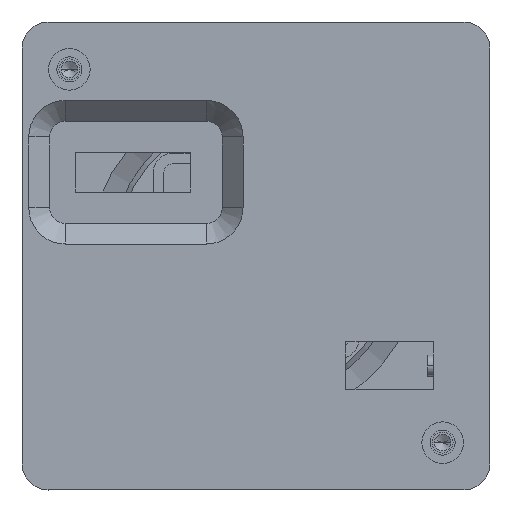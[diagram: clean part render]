
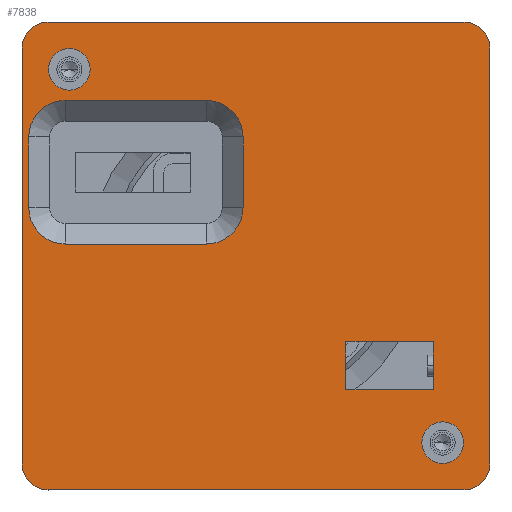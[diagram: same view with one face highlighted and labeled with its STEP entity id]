
A CAD part, left-side view. The second image highlights one B-rep face of the part: STEP entity #7838.
In plain terms, the highlighted planar face has unit normal (-1, 0, 0).
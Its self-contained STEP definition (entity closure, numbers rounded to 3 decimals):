
#1173=CARTESIAN_POINT('',(-4.,20.,-20.));
#1174=DIRECTION('',(-1.,0.,0.));
#1175=DIRECTION('',(0.,1.,0.));
#1176=AXIS2_PLACEMENT_3D('',#1173,#1174,#1175);
#1178=DIRECTION('',(0.,0.,-1.));
#1179=VECTOR('',#1178,40.);
#1180=CARTESIAN_POINT('',(-4.,22.5,20.));
#1181=LINE('',#1180,#1179);
#1182=CARTESIAN_POINT('',(-4.,20.,20.));
#1183=DIRECTION('',(-1.,0.,0.));
#1184=DIRECTION('',(0.,0.,1.));
#1185=AXIS2_PLACEMENT_3D('',#1182,#1183,#1184);
#1187=DIRECTION('',(0.,1.,0.));
#1188=VECTOR('',#1187,40.);
#1189=CARTESIAN_POINT('',(-4.,-20.,22.5));
#1190=LINE('',#1189,#1188);
#1191=CARTESIAN_POINT('',(-4.,-20.,20.));
#1192=DIRECTION('',(-1.,0.,0.));
#1193=DIRECTION('',(0.,-1.,0.));
#1194=AXIS2_PLACEMENT_3D('',#1191,#1192,#1193);
#1196=DIRECTION('',(0.,0.,1.));
#1197=VECTOR('',#1196,40.);
#1198=CARTESIAN_POINT('',(-4.,-22.5,-20.));
#1199=LINE('',#1198,#1197);
#1200=CARTESIAN_POINT('',(-4.,-20.,-20.));
#1201=DIRECTION('',(-1.,0.,0.));
#1202=DIRECTION('',(0.,0.,-1.));
#1203=AXIS2_PLACEMENT_3D('',#1200,#1201,#1202);
#1205=DIRECTION('',(0.,-1.,0.));
#1206=VECTOR('',#1205,40.);
#1207=CARTESIAN_POINT('',(-4.,20.,-22.5));
#1208=LINE('',#1207,#1206);
#1209=DIRECTION('',(0.,0.,1.));
#1210=VECTOR('',#1209,4.6);
#1211=CARTESIAN_POINT('',(-4.,-8.65,-12.85));
#1212=LINE('',#1211,#1210);
#1213=DIRECTION('',(0.,1.,0.));
#1214=VECTOR('',#1213,8.4);
#1215=CARTESIAN_POINT('',(-4.,-17.05,-12.85));
#1216=LINE('',#1215,#1214);
#1217=DIRECTION('',(0.,0.,-1.));
#1218=VECTOR('',#1217,4.6);
#1219=CARTESIAN_POINT('',(-4.,-17.05,-8.25));
#1220=LINE('',#1219,#1218);
#1221=DIRECTION('',(0.,-1.,0.));
#1222=VECTOR('',#1221,8.4);
#1223=CARTESIAN_POINT('',(-4.,-8.65,-8.25));
#1224=LINE('',#1223,#1222);
#1225=CARTESIAN_POINT('',(-4.,-17.95,-17.95));
#1226=DIRECTION('',(1.,0.,0.));
#1227=DIRECTION('',(0.,1.,0.));
#1228=AXIS2_PLACEMENT_3D('',#1225,#1226,#1227);
#1230=CARTESIAN_POINT('',(-4.,-17.95,-17.95));
#1231=DIRECTION('',(1.,0.,0.));
#1232=DIRECTION('',(0.,-1.,0.));
#1233=AXIS2_PLACEMENT_3D('',#1230,#1231,#1232);
#1235=CARTESIAN_POINT('',(-4.,17.95,17.95));
#1236=DIRECTION('',(1.,0.,0.));
#1237=DIRECTION('',(0.,1.,0.));
#1238=AXIS2_PLACEMENT_3D('',#1235,#1236,#1237);
#1240=CARTESIAN_POINT('',(-4.,17.95,17.95));
#1241=DIRECTION('',(1.,0.,0.));
#1242=DIRECTION('',(0.,-1.,0.));
#1243=AXIS2_PLACEMENT_3D('',#1240,#1241,#1242);
#1245=CARTESIAN_POINT('',(-4.,4.75,11.45));
#1246=DIRECTION('',(1.,0.,0.));
#1247=DIRECTION('',(0.,0.,1.));
#1248=AXIS2_PLACEMENT_3D('',#1245,#1246,#1247);
#1250=DIRECTION('',(0.,-1.,0.));
#1251=VECTOR('',#1250,13.6);
#1252=CARTESIAN_POINT('',(-4.,18.35,14.95));
#1253=LINE('',#1252,#1251);
#1254=CARTESIAN_POINT('',(-4.,18.35,11.45));
#1255=DIRECTION('',(1.,0.,0.));
#1256=DIRECTION('',(0.,1.,0.));
#1257=AXIS2_PLACEMENT_3D('',#1254,#1255,#1256);
#1259=DIRECTION('',(0.,0.,1.));
#1260=VECTOR('',#1259,6.8);
#1261=CARTESIAN_POINT('',(-4.,21.85,4.65));
#1262=LINE('',#1261,#1260);
#1263=CARTESIAN_POINT('',(-4.,18.35,4.65));
#1264=DIRECTION('',(1.,0.,0.));
#1265=DIRECTION('',(0.,0.,-1.));
#1266=AXIS2_PLACEMENT_3D('',#1263,#1264,#1265);
#1268=DIRECTION('',(0.,1.,0.));
#1269=VECTOR('',#1268,13.6);
#1270=CARTESIAN_POINT('',(-4.,4.75,1.15));
#1271=LINE('',#1270,#1269);
#1272=CARTESIAN_POINT('',(-4.,4.75,4.65));
#1273=DIRECTION('',(1.,0.,0.));
#1274=DIRECTION('',(0.,-1.,0.));
#1275=AXIS2_PLACEMENT_3D('',#1272,#1273,#1274);
#1277=DIRECTION('',(0.,0.,-1.));
#1278=VECTOR('',#1277,6.8);
#1279=CARTESIAN_POINT('',(-4.,1.25,11.45));
#1280=LINE('',#1279,#1278);
#6273=CARTESIAN_POINT('',(-4.,22.5,-20.));
#6274=CARTESIAN_POINT('',(-4.,20.,-22.5));
#6275=VERTEX_POINT('',#6273);
#6276=VERTEX_POINT('',#6274);
#6277=CARTESIAN_POINT('',(-4.,-20.,-22.5));
#6278=VERTEX_POINT('',#6277);
#6279=CARTESIAN_POINT('',(-4.,-22.5,-20.));
#6280=VERTEX_POINT('',#6279);
#6281=CARTESIAN_POINT('',(-4.,-22.5,20.));
#6282=VERTEX_POINT('',#6281);
#6283=CARTESIAN_POINT('',(-4.,-20.,22.5));
#6284=VERTEX_POINT('',#6283);
#6285=CARTESIAN_POINT('',(-4.,20.,22.5));
#6286=VERTEX_POINT('',#6285);
#6287=CARTESIAN_POINT('',(-4.,22.5,20.));
#6288=VERTEX_POINT('',#6287);
#6289=CARTESIAN_POINT('',(-4.,-8.65,-12.85));
#6290=CARTESIAN_POINT('',(-4.,-8.65,-8.25));
#6291=VERTEX_POINT('',#6289);
#6292=VERTEX_POINT('',#6290);
#6293=CARTESIAN_POINT('',(-4.,-17.05,-8.25));
#6294=VERTEX_POINT('',#6293);
#6295=CARTESIAN_POINT('',(-4.,-17.05,-12.85));
#6296=VERTEX_POINT('',#6295);
#6325=CARTESIAN_POINT('',(-4.,-15.95,-17.95));
#6326=CARTESIAN_POINT('',(-4.,-19.95,-17.95));
#6327=VERTEX_POINT('',#6325);
#6328=VERTEX_POINT('',#6326);
#6337=CARTESIAN_POINT('',(-4.,19.95,17.95));
#6338=CARTESIAN_POINT('',(-4.,15.95,17.95));
#6339=VERTEX_POINT('',#6337);
#6340=VERTEX_POINT('',#6338);
#6345=CARTESIAN_POINT('',(-4.,4.75,14.95));
#6346=CARTESIAN_POINT('',(-4.,1.25,11.45));
#6347=VERTEX_POINT('',#6345);
#6348=VERTEX_POINT('',#6346);
#6353=CARTESIAN_POINT('',(-4.,1.25,4.65));
#6354=VERTEX_POINT('',#6353);
#6357=CARTESIAN_POINT('',(-4.,4.75,1.15));
#6358=VERTEX_POINT('',#6357);
#6361=CARTESIAN_POINT('',(-4.,18.35,1.15));
#6362=VERTEX_POINT('',#6361);
#6365=CARTESIAN_POINT('',(-4.,21.85,4.65));
#6366=VERTEX_POINT('',#6365);
#6369=CARTESIAN_POINT('',(-4.,21.85,11.45));
#6370=VERTEX_POINT('',#6369);
#6373=CARTESIAN_POINT('',(-4.,18.35,14.95));
#6374=VERTEX_POINT('',#6373);
#7778=CARTESIAN_POINT('',(-4.,-22.5,-22.5));
#7779=DIRECTION('',(-1.,0.,0.));
#7780=DIRECTION('',(0.,1.,0.));
#7781=AXIS2_PLACEMENT_3D('',#7778,#7779,#7780);
#7782=PLANE('',#7781);
#7783=ORIENTED_EDGE('',*,*,#7771,.F.);
#7784=ORIENTED_EDGE('',*,*,#7262,.F.);
#7786=ORIENTED_EDGE('',*,*,#7785,.F.);
#7788=ORIENTED_EDGE('',*,*,#7787,.F.);
#7790=ORIENTED_EDGE('',*,*,#7789,.F.);
#7792=ORIENTED_EDGE('',*,*,#7791,.F.);
#7794=ORIENTED_EDGE('',*,*,#7793,.F.);
#7795=ORIENTED_EDGE('',*,*,#7753,.F.);
#7796=EDGE_LOOP('',(#7783,#7784,#7786,#7788,#7790,#7792,#7794,#7795));
#7797=FACE_OUTER_BOUND('',#7796,.F.);
#7799=ORIENTED_EDGE('',*,*,#7798,.F.);
#7801=ORIENTED_EDGE('',*,*,#7800,.F.);
#7803=ORIENTED_EDGE('',*,*,#7802,.F.);
#7805=ORIENTED_EDGE('',*,*,#7804,.F.);
#7806=EDGE_LOOP('',(#7799,#7801,#7803,#7805));
#7807=FACE_BOUND('',#7806,.F.);
#7809=ORIENTED_EDGE('',*,*,#7808,.F.);
#7811=ORIENTED_EDGE('',*,*,#7810,.F.);
#7812=EDGE_LOOP('',(#7809,#7811));
#7813=FACE_BOUND('',#7812,.F.);
#7815=ORIENTED_EDGE('',*,*,#7814,.F.);
#7817=ORIENTED_EDGE('',*,*,#7816,.F.);
#7818=EDGE_LOOP('',(#7815,#7817));
#7819=FACE_BOUND('',#7818,.F.);
#7821=ORIENTED_EDGE('',*,*,#7820,.F.);
#7823=ORIENTED_EDGE('',*,*,#7822,.F.);
#7825=ORIENTED_EDGE('',*,*,#7824,.F.);
#7827=ORIENTED_EDGE('',*,*,#7826,.F.);
#7829=ORIENTED_EDGE('',*,*,#7828,.F.);
#7831=ORIENTED_EDGE('',*,*,#7830,.F.);
#7833=ORIENTED_EDGE('',*,*,#7832,.F.);
#7835=ORIENTED_EDGE('',*,*,#7834,.F.);
#7836=EDGE_LOOP('',(#7821,#7823,#7825,#7827,#7829,#7831,#7833,#7835));
#7837=FACE_BOUND('',#7836,.F.);
#7838=ADVANCED_FACE('',(#7797,#7807,#7813,#7819,#7837),#7782,.T.);
#1177=CIRCLE('',#1176,2.5);
#1186=CIRCLE('',#1185,2.5);
#1195=CIRCLE('',#1194,2.5);
#1204=CIRCLE('',#1203,2.5);
#1229=CIRCLE('',#1228,2.);
#1234=CIRCLE('',#1233,2.);
#1239=CIRCLE('',#1238,2.);
#1244=CIRCLE('',#1243,2.);
#1249=CIRCLE('',#1248,3.5);
#1258=CIRCLE('',#1257,3.5);
#1267=CIRCLE('',#1266,3.5);
#1276=CIRCLE('',#1275,3.5);
#7262=EDGE_CURVE('',#6288,#6275,#1181,.T.);
#7753=EDGE_CURVE('',#6276,#6278,#1208,.T.);
#7771=EDGE_CURVE('',#6275,#6276,#1177,.T.);
#7785=EDGE_CURVE('',#6286,#6288,#1186,.T.);
#7787=EDGE_CURVE('',#6284,#6286,#1190,.T.);
#7789=EDGE_CURVE('',#6282,#6284,#1195,.T.);
#7791=EDGE_CURVE('',#6280,#6282,#1199,.T.);
#7793=EDGE_CURVE('',#6278,#6280,#1204,.T.);
#7798=EDGE_CURVE('',#6291,#6292,#1212,.T.);
#7800=EDGE_CURVE('',#6296,#6291,#1216,.T.);
#7802=EDGE_CURVE('',#6294,#6296,#1220,.T.);
#7804=EDGE_CURVE('',#6292,#6294,#1224,.T.);
#7808=EDGE_CURVE('',#6327,#6328,#1229,.T.);
#7810=EDGE_CURVE('',#6328,#6327,#1234,.T.);
#7814=EDGE_CURVE('',#6339,#6340,#1239,.T.);
#7816=EDGE_CURVE('',#6340,#6339,#1244,.T.);
#7820=EDGE_CURVE('',#6347,#6348,#1249,.T.);
#7822=EDGE_CURVE('',#6374,#6347,#1253,.T.);
#7824=EDGE_CURVE('',#6370,#6374,#1258,.T.);
#7826=EDGE_CURVE('',#6366,#6370,#1262,.T.);
#7828=EDGE_CURVE('',#6362,#6366,#1267,.T.);
#7830=EDGE_CURVE('',#6358,#6362,#1271,.T.);
#7832=EDGE_CURVE('',#6354,#6358,#1276,.T.);
#7834=EDGE_CURVE('',#6348,#6354,#1280,.T.);
